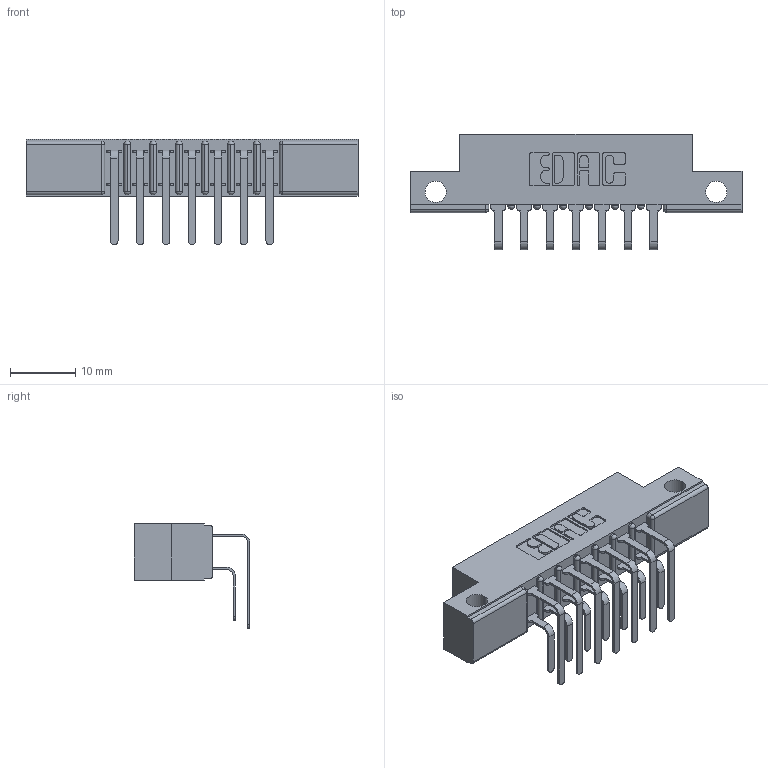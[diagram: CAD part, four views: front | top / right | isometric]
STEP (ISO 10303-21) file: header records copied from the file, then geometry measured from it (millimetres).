
FILE_DESCRIPTION (( 'STEP AP203' ), '1' );
FILE_NAME ('307-007-459-112.STEP', '2020-09-25T02:04:04', ( '' ), ( '' ), 'SwSTEP 2.0', 'SolidWorks 2020', '' );
FILE_SCHEMA (( 'CONFIG_CONTROL_DESIGN' ));
Length unit declared in the file: inch
Products named in the file (4): 307 Part_.128 Dia Side Mounting Holes; 307-290-001_558 559 - 1 (Single); 307-007-459-112; 307-290-001_559 - 2 (Single)
Assembly tree (15 placements, depth 2):
  307-007-459-112
    307 Part_.128 Dia Side Mounting Holes
    307-290-001_558 559 - 1 (Single)  x7
    307-290-001_559 - 2 (Single)  x7
Bounding box: 50.75 x 17.69 x 16.08 mm (x, y, z)
Volume: 3307.4 mm3; surface area: 5270.5 mm2
Topology: 15 solids, 15 shells, 826 faces, 2311 edges, 1498 vertices
Faces by surface type: plane 532, cylinder 278, sphere 16
Entity records: 11989 total; most frequent: CARTESIAN_POINT 1973, ORIENTED_EDGE 1950, DIRECTION 1947, EDGE_CURVE 975, LINE 731, VECTOR 731, VERTEX_POINT 634, AXIS2_PLACEMENT_3D 608
